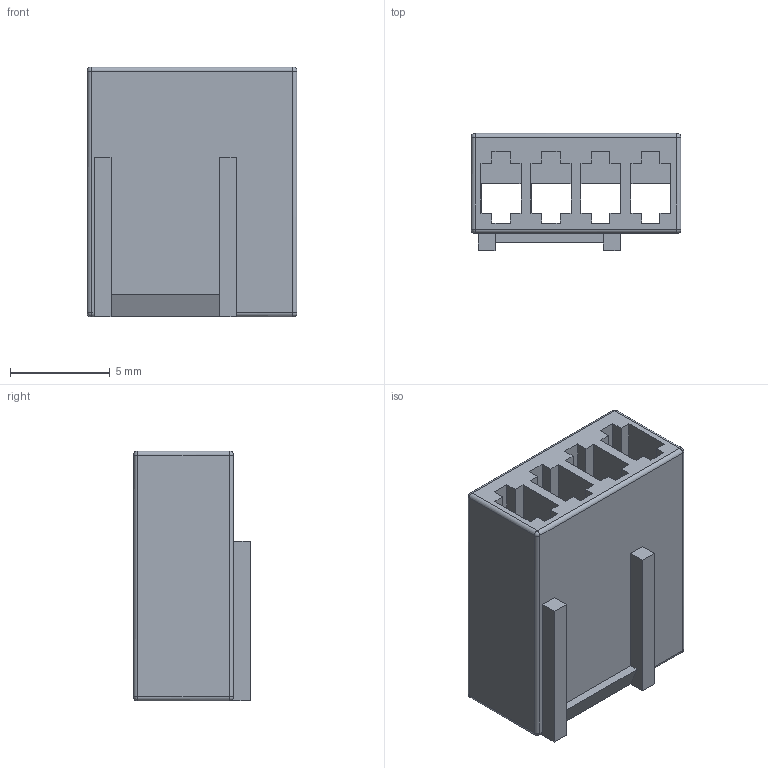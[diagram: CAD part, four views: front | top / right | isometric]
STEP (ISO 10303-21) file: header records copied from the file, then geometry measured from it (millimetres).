
FILE_DESCRIPTION(('FreeCAD Model'),'2;1');
FILE_NAME('HU-4M.STEP', '2020-12-15T19:47:04',('Author'),(''), 'Open CASCADE STEP processor 7.3','FreeCAD','Unknown');
FILE_SCHEMA(('AUTOMOTIVE_DESIGN { 1 0 10303 214 1 1 1 1 }'));
Length unit declared in the file: millimetre
Products named in the file (1): Scale
Bounding box: 10.5 x 5.85 x 12.5 mm (x, y, z)
Surface area: 970.4 mm2 (no closed solid volume)
Topology: 0 solids, 137 shells, 137 faces, 762 edges, 754 vertices
Faces by surface type: plane 100, cylinder 29, sphere 8
Entity records: 15227 total; most frequent: CARTESIAN_POINT 3910, DIRECTION 1718, LINE 1242, VECTOR 1242, ORIENTED_EDGE 754, EDGE_CURVE 754, VERTEX_POINT 754, SURFACE_CURVE 754
